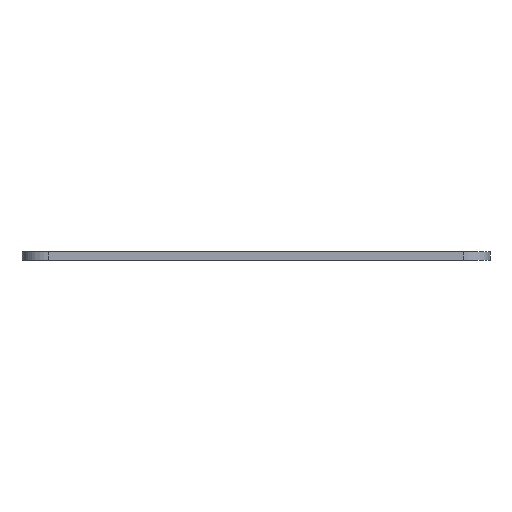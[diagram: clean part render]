
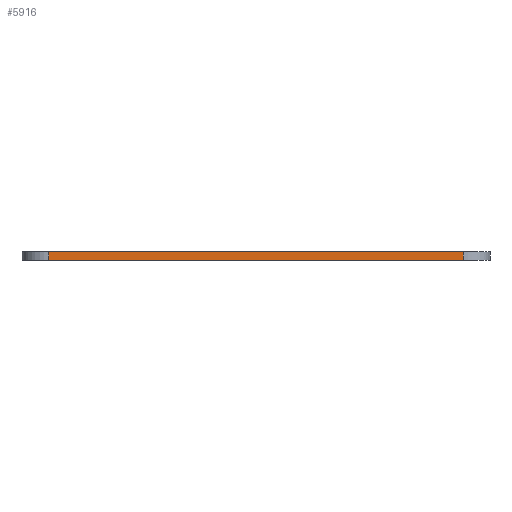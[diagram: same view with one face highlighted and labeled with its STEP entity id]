
A CAD part, left-side view. The second image highlights one B-rep face of the part: STEP entity #5916.
In plain terms, the highlighted planar face has unit normal (-1, 0, 0).
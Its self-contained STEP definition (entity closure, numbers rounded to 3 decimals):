
#259=PLANE('',#6140);
#572=FACE_OUTER_BOUND('',#913,.T.);
#913=EDGE_LOOP('',(#5345,#5346,#5347,#5348));
#1245=LINE('',#11351,#1705);
#1281=LINE('',#11500,#1741);
#1292=LINE('',#11528,#1752);
#1383=LINE('',#11774,#1843);
#1705=VECTOR('',#6583,10.);
#1741=VECTOR('',#6703,10.);
#1752=VECTOR('',#6734,10.);
#1843=VECTOR('',#7013,10.);
#2643=VERTEX_POINT('',#11347);
#2645=VERTEX_POINT('',#11350);
#2716=VERTEX_POINT('',#11498);
#2722=VERTEX_POINT('',#11524);
#3454=EDGE_CURVE('',#2643,#2645,#1245,.T.);
#3526=EDGE_CURVE('',#2716,#2643,#1281,.T.);
#3540=EDGE_CURVE('',#2645,#2722,#1292,.T.);
#3663=EDGE_CURVE('',#2722,#2716,#1383,.T.);
#5345=ORIENTED_EDGE('',*,*,#3526,.F.);
#5346=ORIENTED_EDGE('',*,*,#3663,.F.);
#5347=ORIENTED_EDGE('',*,*,#3540,.F.);
#5348=ORIENTED_EDGE('',*,*,#3454,.F.);
#5916=ADVANCED_FACE('',(#572),#259,.T.);
#6140=AXIS2_PLACEMENT_3D('',#11773,#7011,#7012);
#6583=DIRECTION('',(0.,1.,0.));
#6703=DIRECTION('',(0.,0.,-1.));
#6734=DIRECTION('',(0.,0.,1.));
#7011=DIRECTION('center_axis',(-1.,0.,0.));
#7012=DIRECTION('ref_axis',(0.,-1.,0.));
#7013=DIRECTION('',(0.,-1.,0.));
#11347=CARTESIAN_POINT('',(-12.129,-47.378,0.));
#11350=CARTESIAN_POINT('',(-12.129,29.797,0.));
#11351=CARTESIAN_POINT('',(-12.129,-52.378,0.));
#11498=CARTESIAN_POINT('',(-12.129,-47.378,1.5));
#11500=CARTESIAN_POINT('',(-12.129,-47.378,0.));
#11524=CARTESIAN_POINT('',(-12.129,29.797,1.5));
#11528=CARTESIAN_POINT('',(-12.129,29.797,0.));
#11773=CARTESIAN_POINT('Origin',(-12.129,34.797,0.));
#11774=CARTESIAN_POINT('',(-12.129,-52.378,1.5));
